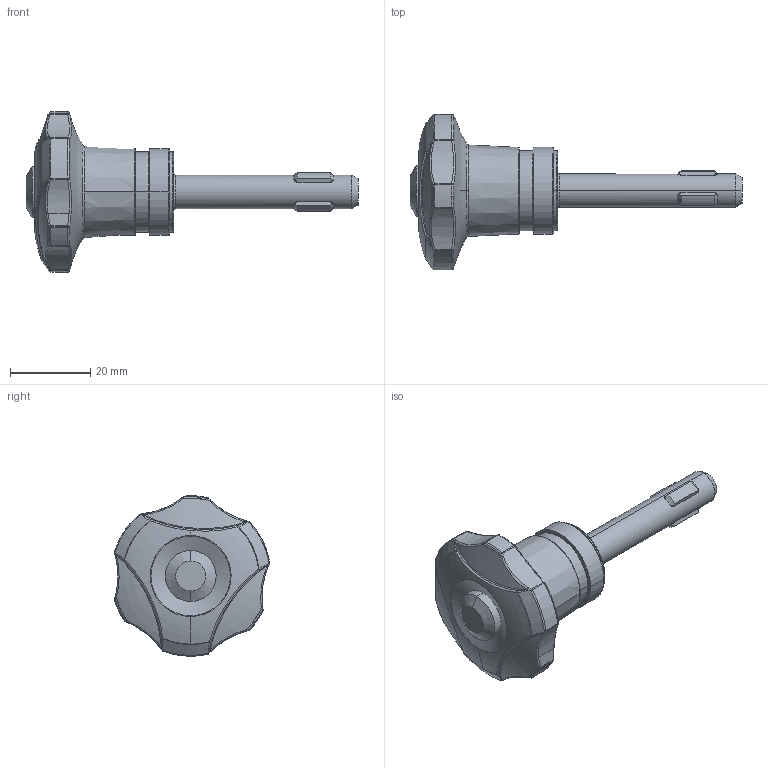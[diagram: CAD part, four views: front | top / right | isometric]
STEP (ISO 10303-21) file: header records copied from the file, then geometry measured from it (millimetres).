
FILE_DESCRIPTION(('STEP AP214'),'1');
FILE_NAME('HALDERN_EH_22355_0206.stp','2021-10-25T07:05:50',('TraceParts'),('TraceParts S.A.'),'Spatial InterOp 3D',' ',' ');
FILE_SCHEMA(('AUTOMOTIVE_DESIGN { 1 0 10303 214 1 1 1 1 }'));
Length unit declared in the file: millimetre
Products named in the file (1): HALDERN_EH_22355_0206
Bounding box: 82.8 x 38.76 x 39.99 mm (x, y, z)
Volume: 22169.8 mm3; surface area: 6131.5 mm2
Topology: 1 solids, 2 shells, 236 faces, 523 edges, 298 vertices
Faces by surface type: bspline 137, cylinder 57, cone 23, plane 13, torus 6
Entity records: 11669 total; most frequent: CARTESIAN_POINT 5513, ORIENTED_EDGE 1046, DIRECTION 723, EDGE_CURVE 523, AXIS2_PLACEMENT_3D 329, VERTEX_POINT 298, EDGE_LOOP 245, STYLED_ITEM 237
